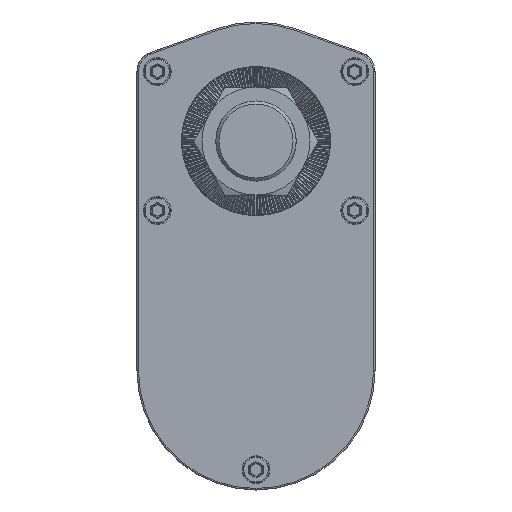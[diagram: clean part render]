
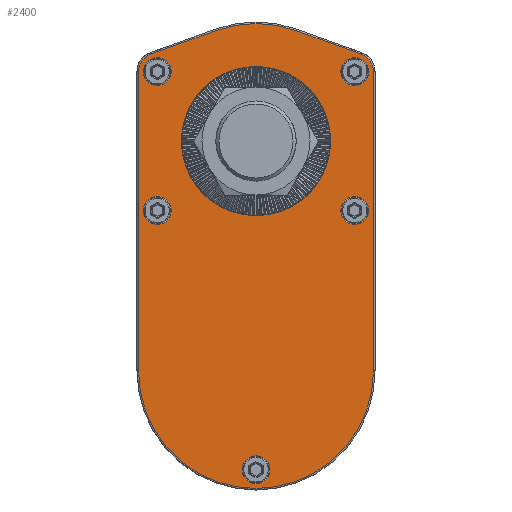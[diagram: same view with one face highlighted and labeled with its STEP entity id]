
A CAD part, front view. The second image highlights one B-rep face of the part: STEP entity #2400.
In plain terms, the highlighted planar face has unit normal (0, -1, 0).
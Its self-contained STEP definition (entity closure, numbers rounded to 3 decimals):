
#2400 = ADVANCED_FACE( '', ( #4991, #4992, #4993, #4994, #4995, #4996, #4997 ), #4998, .T. );
#4991 = FACE_BOUND( '', #12188, .T. );
#4992 = FACE_BOUND( '', #12189, .T. );
#4993 = FACE_BOUND( '', #12190, .T. );
#4994 = FACE_BOUND( '', #12191, .T. );
#4995 = FACE_BOUND( '', #12192, .T. );
#4996 = FACE_OUTER_BOUND( '', #12193, .T. );
#4997 = FACE_BOUND( '', #12194, .T. );
#4998 = PLANE( '', #12195 );
#12188 = EDGE_LOOP( '', ( #20385 ) );
#12189 = EDGE_LOOP( '', ( #20386 ) );
#12190 = EDGE_LOOP( '', ( #20387 ) );
#12191 = EDGE_LOOP( '', ( #20388 ) );
#12192 = EDGE_LOOP( '', ( #20389 ) );
#12193 = EDGE_LOOP( '', ( #20390, #20391, #20392, #20393, #20394, #20395, #20396, #20397 ) );
#12194 = EDGE_LOOP( '', ( #20398 ) );
#12195 = AXIS2_PLACEMENT_3D( '', #20399, #20400, #20401 );
#20385 = ORIENTED_EDGE( '', *, *, #21796, .T. );
#20386 = ORIENTED_EDGE( '', *, *, #24283, .T. );
#20387 = ORIENTED_EDGE( '', *, *, #22070, .T. );
#20388 = ORIENTED_EDGE( '', *, *, #24081, .T. );
#20389 = ORIENTED_EDGE( '', *, *, #22603, .T. );
#20390 = ORIENTED_EDGE( '', *, *, #23576, .T. );
#20391 = ORIENTED_EDGE( '', *, *, #22426, .T. );
#20392 = ORIENTED_EDGE( '', *, *, #24549, .T. );
#20393 = ORIENTED_EDGE( '', *, *, #22275, .T. );
#20394 = ORIENTED_EDGE( '', *, *, #21884, .T. );
#20395 = ORIENTED_EDGE( '', *, *, #24018, .T. );
#20396 = ORIENTED_EDGE( '', *, *, #24555, .T. );
#20397 = ORIENTED_EDGE( '', *, *, #23762, .T. );
#20398 = ORIENTED_EDGE( '', *, *, #24413, .F. );
#20399 = CARTESIAN_POINT( '', ( 0., 24.5, -74.5 ) );
#20400 = DIRECTION( '', ( 0., -1., 0. ) );
#20401 = DIRECTION( '', ( 0., 0., -1. ) );
#21796 = EDGE_CURVE( '', #24891, #24891, #24892, .T. );
#21884 = EDGE_CURVE( '', #25050, #25048, #25051, .T. );
#22070 = EDGE_CURVE( '', #25382, #25382, #25383, .T. );
#22275 = EDGE_CURVE( '', #25730, #25050, #25731, .T. );
#22426 = EDGE_CURVE( '', #25975, #25980, #25982, .T. );
#22603 = EDGE_CURVE( '', #26263, #26263, #26264, .T. );
#23576 = EDGE_CURVE( '', #27737, #25975, #27741, .T. );
#23762 = EDGE_CURVE( '', #27989, #27737, #27992, .T. );
#24018 = EDGE_CURVE( '', #25048, #28316, #28318, .T. );
#24081 = EDGE_CURVE( '', #28393, #28393, #28394, .T. );
#24283 = EDGE_CURVE( '', #28644, #28644, #28645, .T. );
#24413 = EDGE_CURVE( '', #28795, #28795, #28796, .T. );
#24549 = EDGE_CURVE( '', #25980, #25730, #28961, .T. );
#24555 = EDGE_CURVE( '', #28316, #27989, #28967, .T. );
#24891 = VERTEX_POINT( '', #29356 );
#24892 = CIRCLE( '', #29357, 4.5 );
#25048 = VERTEX_POINT( '', #29644 );
#25050 = VERTEX_POINT( '', #29646 );
#25051 = CIRCLE( '', #29647, 6.08 );
#25382 = VERTEX_POINT( '', #30619 );
#25383 = CIRCLE( '', #30620, 4.5 );
#25730 = VERTEX_POINT( '', #31713 );
#25731 = LINE( '', #31714, #31715 );
#25975 = VERTEX_POINT( '', #32059 );
#25980 = VERTEX_POINT( '', #32065 );
#25982 = LINE( '', #32067, #32068 );
#26263 = VERTEX_POINT( '', #32856 );
#26264 = CIRCLE( '', #32857, 4.5 );
#27737 = VERTEX_POINT( '', #35576 );
#27741 = CIRCLE( '', #35580, 6.08 );
#27989 = VERTEX_POINT( '', #35997 );
#27992 = LINE( '', #36001, #36002 );
#28316 = VERTEX_POINT( '', #36806 );
#28318 = LINE( '', #36808, #36809 );
#28393 = VERTEX_POINT( '', #36949 );
#28394 = CIRCLE( '', #36950, 4.5 );
#28644 = VERTEX_POINT( '', #37491 );
#28645 = CIRCLE( '', #37492, 4.5 );
#28795 = VERTEX_POINT( '', #37695 );
#28796 = CIRCLE( '', #37696, 24.1 );
#28961 = CIRCLE( '', #38010, 38.08 );
#28967 = CIRCLE( '', #38061, 38.08 );
#29356 = CARTESIAN_POINT( '', ( 32., 24.5, 18. ) );
#29357 = AXIS2_PLACEMENT_3D( '', #38631, #38632, #38633 );
#29644 = CARTESIAN_POINT( '', ( -38.08, 24.5, 22.46 ) );
#29646 = CARTESIAN_POINT( '', ( -34.067, 24.5, 28.178 ) );
#29647 = AXIS2_PLACEMENT_3D( '', #38737, #38738, #38739 );
#30619 = CARTESIAN_POINT( '', ( -32., 24.5, -27. ) );
#30620 = AXIS2_PLACEMENT_3D( '', #38947, #38948, #38949 );
#31713 = CARTESIAN_POINT( '', ( -12.944, 24.5, 35.813 ) );
#31714 = CARTESIAN_POINT( '', ( -36.76, 24.5, 27.204 ) );
#31715 = VECTOR( '', #39197, 1000. );
#32059 = CARTESIAN_POINT( '', ( 34.067, 24.5, 28.178 ) );
#32065 = CARTESIAN_POINT( '', ( 12.944, 24.5, 35.813 ) );
#32067 = CARTESIAN_POINT( '', ( 36.76, 24.5, 27.204 ) );
#32068 = VECTOR( '', #39374, 1000. );
#32856 = CARTESIAN_POINT( '', ( -32., 24.5, 18. ) );
#32857 = AXIS2_PLACEMENT_3D( '', #39554, #39555, #39556 );
#35576 = CARTESIAN_POINT( '', ( 38.08, 24.5, 22.46 ) );
#35580 = AXIS2_PLACEMENT_3D( '', #40632, #40633, #40634 );
#35997 = CARTESIAN_POINT( '', ( 38.08, 24.5, -74.5 ) );
#36001 = CARTESIAN_POINT( '', ( 38.08, 24.5, -74.5 ) );
#36002 = VECTOR( '', #40851, 1000. );
#36806 = CARTESIAN_POINT( '', ( -38.08, 24.5, -74.5 ) );
#36808 = CARTESIAN_POINT( '', ( -38.08, 24.5, -74.5 ) );
#36809 = VECTOR( '', #41120, 1000. );
#36949 = CARTESIAN_POINT( '', ( 0., 24.5, -111. ) );
#36950 = AXIS2_PLACEMENT_3D( '', #41192, #41193, #41194 );
#37491 = CARTESIAN_POINT( '', ( 32., 24.5, -27. ) );
#37492 = AXIS2_PLACEMENT_3D( '', #41403, #41404, #41405 );
#37695 = CARTESIAN_POINT( '', ( 0., 24.5, -24.1 ) );
#37696 = AXIS2_PLACEMENT_3D( '', #41542, #41543, #41544 );
#38010 = AXIS2_PLACEMENT_3D( '', #41813, #41814, #41815 );
#38061 = AXIS2_PLACEMENT_3D( '', #41819, #41820, #41821 );
#38631 = CARTESIAN_POINT( '', ( 32., 24.5, 22.5 ) );
#38632 = DIRECTION( '', ( 0., 1., 0. ) );
#38633 = DIRECTION( '', ( 0., 0., -1. ) );
#38737 = CARTESIAN_POINT( '', ( -32., 24.5, 22.46 ) );
#38738 = DIRECTION( '', ( 0., -1., 0. ) );
#38739 = DIRECTION( '', ( 0., 0., -1. ) );
#38947 = CARTESIAN_POINT( '', ( -32., 24.5, -22.5 ) );
#38948 = DIRECTION( '', ( 0., 1., 0. ) );
#38949 = DIRECTION( '', ( 0., 0., -1. ) );
#39197 = DIRECTION( '', ( -0.94, 0., -0.34 ) );
#39374 = DIRECTION( '', ( -0.94, 0., 0.34 ) );
#39554 = CARTESIAN_POINT( '', ( -32., 24.5, 22.5 ) );
#39555 = DIRECTION( '', ( 0., 1., 0. ) );
#39556 = DIRECTION( '', ( 0., 0., -1. ) );
#40632 = CARTESIAN_POINT( '', ( 32., 24.5, 22.46 ) );
#40633 = DIRECTION( '', ( 0., -1., 0. ) );
#40634 = DIRECTION( '', ( 0., 0., -1. ) );
#40851 = DIRECTION( '', ( 0., 0., 1. ) );
#41120 = DIRECTION( '', ( 0., 0., -1. ) );
#41192 = CARTESIAN_POINT( '', ( 0., 24.5, -106.5 ) );
#41193 = DIRECTION( '', ( 0., 1., 0. ) );
#41194 = DIRECTION( '', ( 0., 0., -1. ) );
#41403 = CARTESIAN_POINT( '', ( 32., 24.5, -22.5 ) );
#41404 = DIRECTION( '', ( 0., 1., 0. ) );
#41405 = DIRECTION( '', ( 0., 0., -1. ) );
#41542 = CARTESIAN_POINT( '', ( 0., 24.5, 0. ) );
#41543 = DIRECTION( '', ( 0., -1., 0. ) );
#41544 = DIRECTION( '', ( 0., 0., -1. ) );
#41813 = CARTESIAN_POINT( '', ( 0., 24.5, 0. ) );
#41814 = DIRECTION( '', ( 0., -1., 0. ) );
#41815 = DIRECTION( '', ( 0., 0., -1. ) );
#41819 = CARTESIAN_POINT( '', ( 0., 24.5, -74.5 ) );
#41820 = DIRECTION( '', ( 0., -1., 0. ) );
#41821 = DIRECTION( '', ( 0., 0., -1. ) );
